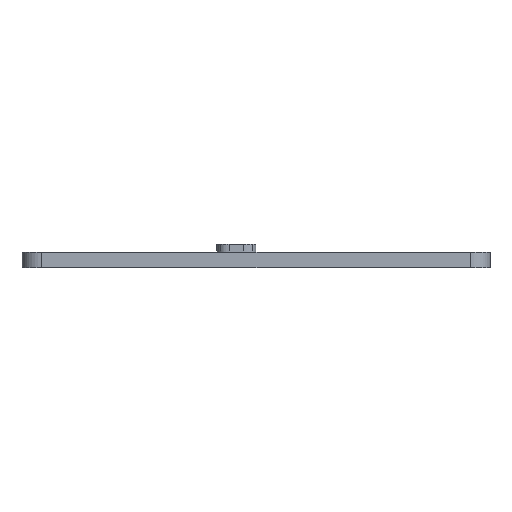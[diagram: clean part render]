
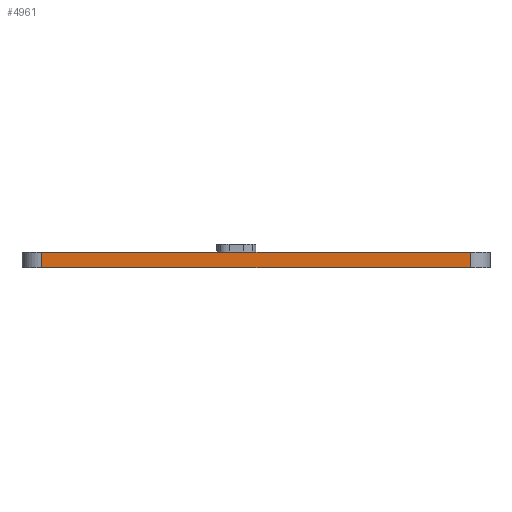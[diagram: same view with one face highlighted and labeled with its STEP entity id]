
A CAD part, left-side view. The second image highlights one B-rep face of the part: STEP entity #4961.
In plain terms, the highlighted planar face has unit normal (-1, 0, 0).
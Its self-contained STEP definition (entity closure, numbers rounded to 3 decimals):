
#499=PLANE('',#5159);
#759=FACE_OUTER_BOUND('',#1046,.T.);
#1046=EDGE_LOOP('',(#4676,#4677,#4678,#4679));
#1064=LINE('',#6063,#1543);
#1175=LINE('',#6855,#1654);
#1526=LINE('',#9292,#2005);
#1527=LINE('',#9294,#2006);
#1543=VECTOR('',#5209,10.);
#1654=VECTOR('',#5336,10.);
#2005=VECTOR('',#6003,10.);
#2006=VECTOR('',#6006,10.);
#2056=VERTEX_POINT('',#6060);
#2057=VERTEX_POINT('',#6062);
#2264=VERTEX_POINT('',#6852);
#2265=VERTEX_POINT('',#6854);
#2543=EDGE_CURVE('',#2056,#2057,#1064,.T.);
#2753=EDGE_CURVE('',#2264,#2265,#1175,.T.);
#3240=EDGE_CURVE('',#2057,#2264,#1526,.T.);
#3241=EDGE_CURVE('',#2265,#2056,#1527,.T.);
#4676=ORIENTED_EDGE('',*,*,#3240,.F.);
#4677=ORIENTED_EDGE('',*,*,#2543,.F.);
#4678=ORIENTED_EDGE('',*,*,#3241,.F.);
#4679=ORIENTED_EDGE('',*,*,#2753,.F.);
#4961=ADVANCED_FACE('',(#759),#499,.F.);
#5159=AXIS2_PLACEMENT_3D('',#9293,#6004,#6005);
#5209=DIRECTION('',(0.,-1.,0.));
#5336=DIRECTION('',(0.,1.,0.));
#6003=DIRECTION('',(0.,0.,-1.));
#6004=DIRECTION('center_axis',(1.,0.,0.));
#6005=DIRECTION('ref_axis',(0.,0.,1.));
#6006=DIRECTION('',(0.,0.,1.));
#6060=CARTESIAN_POINT('',(0.,-5.,4.));
#6062=CARTESIAN_POINT('',(0.,-115.,4.));
#6063=CARTESIAN_POINT('',(0.,-60.,4.));
#6852=CARTESIAN_POINT('',(0.,-115.,0.));
#6854=CARTESIAN_POINT('',(0.,-5.,0.));
#6855=CARTESIAN_POINT('',(0.,-60.,0.));
#9292=CARTESIAN_POINT('',(0.,-115.,2.));
#9293=CARTESIAN_POINT('Origin',(0.,-60.,2.));
#9294=CARTESIAN_POINT('',(0.,-5.,2.));
